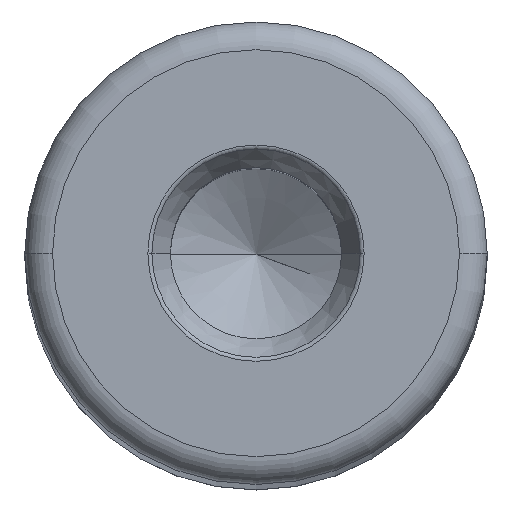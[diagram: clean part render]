
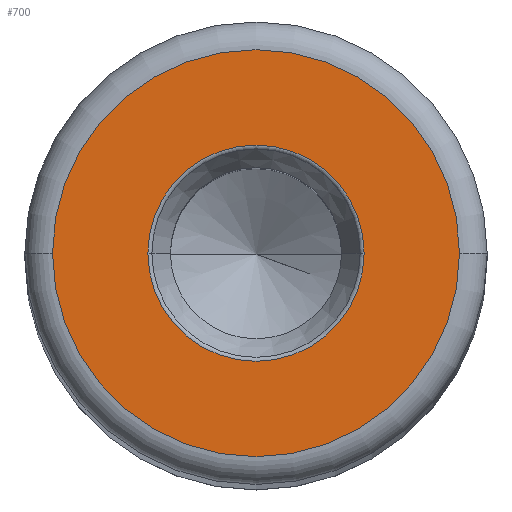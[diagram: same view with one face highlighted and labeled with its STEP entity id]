
A CAD part, top view. The second image highlights one B-rep face of the part: STEP entity #700.
In plain terms, the highlighted planar face has unit normal (0, 0, 1).
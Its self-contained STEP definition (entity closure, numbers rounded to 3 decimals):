
#1 = DIRECTION ( 'NONE',  ( 0., 0., 1. ) ) ;
#19 = CARTESIAN_POINT ( 'NONE',  ( -11.689, 0., 350. ) ) ;
#72 = EDGE_CURVE ( 'NONE', #340, #701, #555, .T. ) ;
#100 = CIRCLE ( 'NONE', #320, 22. ) ;
#102 = ORIENTED_EDGE ( 'NONE', *, *, #245, .T. ) ;
#112 = CARTESIAN_POINT ( 'NONE',  ( 0., 0., 350. ) ) ;
#125 = DIRECTION ( 'NONE',  ( 1., 0., 0. ) ) ;
#157 = CARTESIAN_POINT ( 'NONE',  ( 0., 0., 350. ) ) ;
#165 = CARTESIAN_POINT ( 'NONE',  ( 0., 0., 350. ) ) ;
#174 = CIRCLE ( 'NONE', #475, 11.689 ) ;
#183 = DIRECTION ( 'NONE',  ( 1., 0., 0. ) ) ;
#205 = EDGE_LOOP ( 'NONE', ( #366, #702 ) ) ;
#227 = CARTESIAN_POINT ( 'NONE',  ( 11.689, 0., 350. ) ) ;
#245 = EDGE_CURVE ( 'NONE', #616, #540, #480, .T. ) ;
#285 = EDGE_CURVE ( 'NONE', #540, #616, #100, .T. ) ;
#311 = AXIS2_PLACEMENT_3D ( 'NONE', #112, #507, #435 ) ;
#318 = DIRECTION ( 'NONE',  ( 1., 0., 0. ) ) ;
#320 = AXIS2_PLACEMENT_3D ( 'NONE', #582, #645, #125 ) ;
#335 = DIRECTION ( 'NONE',  ( 1., 0., 0. ) ) ;
#340 = VERTEX_POINT ( 'NONE', #19 ) ;
#366 = ORIENTED_EDGE ( 'NONE', *, *, #584, .T. ) ;
#431 = FACE_OUTER_BOUND ( 'NONE', #477, .T. ) ;
#435 = DIRECTION ( 'NONE',  ( 1., 0., 0. ) ) ;
#439 = FACE_BOUND ( 'NONE', #205, .T. ) ;
#447 = PLANE ( 'NONE',  #601 ) ;
#475 = AXIS2_PLACEMENT_3D ( 'NONE', #157, #669, #318 ) ;
#477 = EDGE_LOOP ( 'NONE', ( #514, #102 ) ) ;
#480 = CIRCLE ( 'NONE', #742, 22. ) ;
#507 = DIRECTION ( 'NONE',  ( 0., 0., -1. ) ) ;
#514 = ORIENTED_EDGE ( 'NONE', *, *, #285, .T. ) ;
#516 = CARTESIAN_POINT ( 'NONE',  ( 0., 0., 350. ) ) ;
#540 = VERTEX_POINT ( 'NONE', #737 ) ;
#555 = CIRCLE ( 'NONE', #311, 11.689 ) ;
#582 = CARTESIAN_POINT ( 'NONE',  ( 0., 0., 350. ) ) ;
#584 = EDGE_CURVE ( 'NONE', #701, #340, #174, .T. ) ;
#601 = AXIS2_PLACEMENT_3D ( 'NONE', #165, #746, #335 ) ;
#616 = VERTEX_POINT ( 'NONE', #732 ) ;
#645 = DIRECTION ( 'NONE',  ( 0., 0., 1. ) ) ;
#669 = DIRECTION ( 'NONE',  ( 0., 0., -1. ) ) ;
#700 = ADVANCED_FACE ( 'NONE', ( #439, #431 ), #447, .T. ) ;
#701 = VERTEX_POINT ( 'NONE', #227 ) ;
#702 = ORIENTED_EDGE ( 'NONE', *, *, #72, .T. ) ;
#732 = CARTESIAN_POINT ( 'NONE',  ( -22., 0., 350. ) ) ;
#737 = CARTESIAN_POINT ( 'NONE',  ( 22., 0., 350. ) ) ;
#742 = AXIS2_PLACEMENT_3D ( 'NONE', #516, #1, #183 ) ;
#746 = DIRECTION ( 'NONE',  ( 0., 0., 1. ) ) ;
